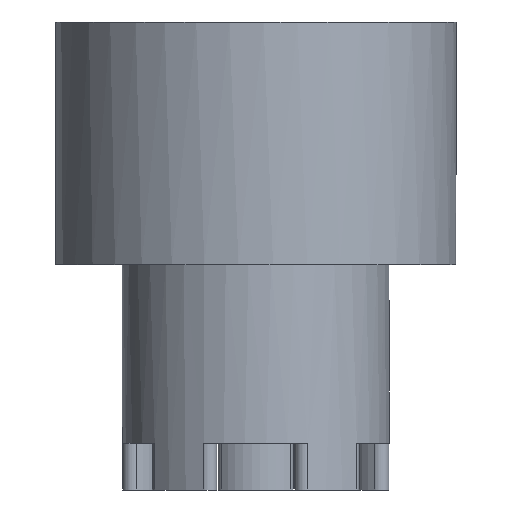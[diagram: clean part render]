
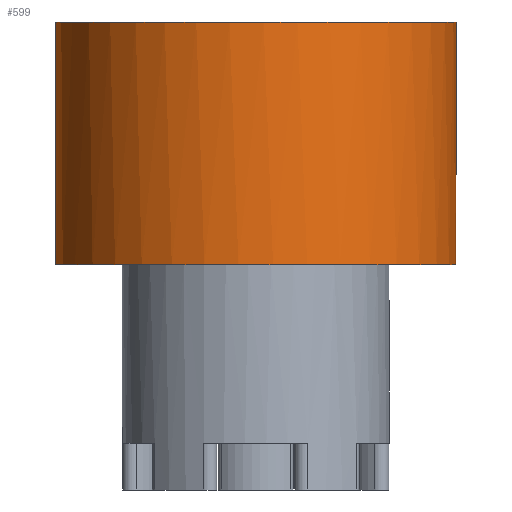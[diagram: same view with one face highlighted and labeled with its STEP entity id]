
A CAD part, front view. The second image highlights one B-rep face of the part: STEP entity #599.
In plain terms, the highlighted cylindrical face has radius 4.275 mm (diameter 8.55 mm), a full revolution.
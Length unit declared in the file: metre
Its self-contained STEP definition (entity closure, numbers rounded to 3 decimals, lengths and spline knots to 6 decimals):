
#52=LINE('',#1062,#86);
#57=LINE('',#1073,#91);
#86=VECTOR('',#879,1.);
#91=VECTOR('',#886,1.);
#252=ORIENTED_EDGE('',*,*,#347,.F.);
#253=ORIENTED_EDGE('',*,*,#346,.T.);
#254=ORIENTED_EDGE('',*,*,#337,.F.);
#255=ORIENTED_EDGE('',*,*,#348,.T.);
#256=ORIENTED_EDGE('',*,*,#342,.T.);
#337=EDGE_CURVE('',#401,#402,#52,.T.);
#342=EDGE_CURVE('',#406,#404,#57,.T.);
#346=EDGE_CURVE('',#404,#402,#456,.T.);
#347=EDGE_CURVE('',#407,#407,#457,.T.);
#348=EDGE_CURVE('',#401,#406,#458,.T.);
#401=VERTEX_POINT('',#1063);
#402=VERTEX_POINT('',#1064);
#404=VERTEX_POINT('',#1071);
#406=VERTEX_POINT('',#1074);
#407=VERTEX_POINT('',#1083);
#456=CIRCLE('',#694,0.004275);
#457=CIRCLE('',#696,0.004275);
#458=CIRCLE('',#697,0.004275);
#497=EDGE_LOOP('',(#252));
#498=EDGE_LOOP('',(#253,#254,#255,#256));
#541=FACE_BOUND('',#497,.T.);
#542=FACE_BOUND('',#498,.T.);
#566=CYLINDRICAL_SURFACE('',#695,0.004275);
#599=ADVANCED_FACE('',(#541,#542),#566,.T.);
#694=AXIS2_PLACEMENT_3D('',#1080,#894,#895);
#695=AXIS2_PLACEMENT_3D('',#1081,#896,#897);
#696=AXIS2_PLACEMENT_3D('',#1082,#898,#899);
#697=AXIS2_PLACEMENT_3D('',#1084,#900,#901);
#879=DIRECTION('',(0.,0.,1.));
#886=DIRECTION('',(0.,0.,1.));
#894=DIRECTION('',(0.,0.,1.));
#895=DIRECTION('',(1.,0.,0.));
#896=DIRECTION('',(0.,0.,-1.));
#897=DIRECTION('',(-1.,0.,0.));
#898=DIRECTION('',(0.,0.,1.));
#899=DIRECTION('',(1.,0.,0.));
#900=DIRECTION('',(0.,0.,1.));
#901=DIRECTION('',(1.,0.,0.));
#1062=CARTESIAN_POINT('',(-0.0005,0.004246,0.0125));
#1063=CARTESIAN_POINT('',(-0.0005,0.004246,0.0125));
#1064=CARTESIAN_POINT('',(-0.0005,0.004246,0.0145));
#1071=CARTESIAN_POINT('',(0.0005,0.004246,0.0145));
#1073=CARTESIAN_POINT('',(0.0005,0.004246,0.0125));
#1074=CARTESIAN_POINT('',(0.0005,0.004246,0.0125));
#1080=CARTESIAN_POINT('',(0.,0.,0.0145));
#1081=CARTESIAN_POINT('',(0.,0.,0.017675));
#1082=CARTESIAN_POINT('',(0.,0.,0.017675));
#1083=CARTESIAN_POINT('',(0.004275,0.,0.017675));
#1084=CARTESIAN_POINT('',(0.,0.,0.0125));
